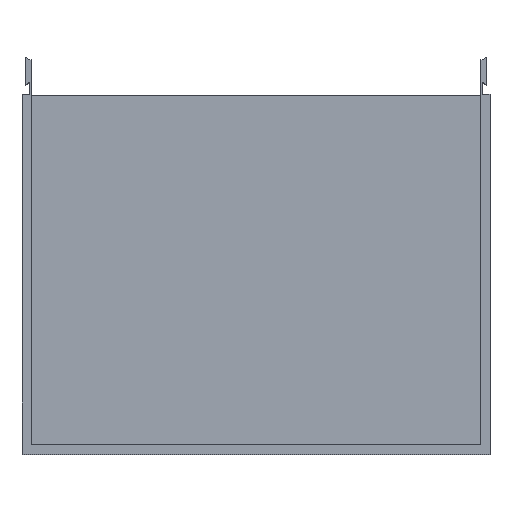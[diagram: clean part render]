
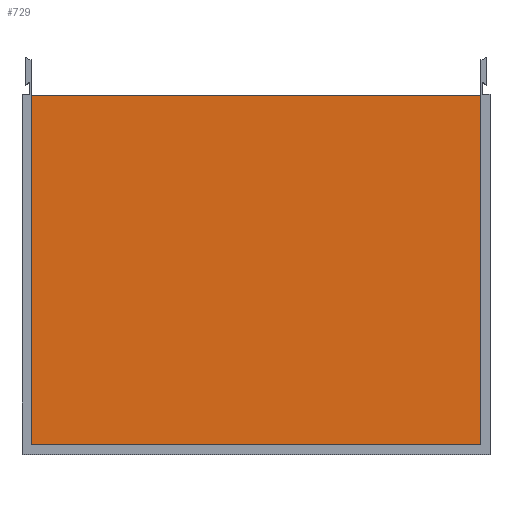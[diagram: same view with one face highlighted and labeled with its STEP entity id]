
A CAD part, top view. The second image highlights one B-rep face of the part: STEP entity #729.
In plain terms, the highlighted planar face has unit normal (0, 0, 1).
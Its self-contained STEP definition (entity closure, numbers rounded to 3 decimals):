
#326 = VERTEX_POINT('',#327);
#327 = CARTESIAN_POINT('',(4.,153.5,4.));
#391 = EDGE_CURVE('',#326,#392,#394,.T.);
#392 = VERTEX_POINT('',#393);
#393 = CARTESIAN_POINT('',(196.,153.5,4.));
#394 = LINE('',#395,#396);
#395 = CARTESIAN_POINT('',(0.,153.5,4.));
#396 = VECTOR('',#397,1.);
#397 = DIRECTION('',(1.,0.,0.));
#583 = VERTEX_POINT('',#584);
#584 = CARTESIAN_POINT('',(4.,4.,4.));
#590 = EDGE_CURVE('',#583,#326,#591,.T.);
#591 = LINE('',#592,#593);
#592 = CARTESIAN_POINT('',(4.,4.,4.));
#593 = VECTOR('',#594,1.);
#594 = DIRECTION('',(0.,1.,0.));
#607 = VERTEX_POINT('',#608);
#608 = CARTESIAN_POINT('',(196.,4.,4.));
#614 = EDGE_CURVE('',#607,#583,#615,.T.);
#615 = LINE('',#616,#617);
#616 = CARTESIAN_POINT('',(196.,4.,4.));
#617 = VECTOR('',#618,1.);
#618 = DIRECTION('',(-1.,0.,0.));
#638 = EDGE_CURVE('',#392,#607,#639,.T.);
#639 = LINE('',#640,#641);
#640 = CARTESIAN_POINT('',(196.,170.,4.));
#641 = VECTOR('',#642,1.);
#642 = DIRECTION('',(0.,-1.,0.));
#729 = ADVANCED_FACE('',(#730),#736,.T.);
#730 = FACE_BOUND('',#731,.T.);
#731 = EDGE_LOOP('',(#732,#733,#734,#735));
#732 = ORIENTED_EDGE('',*,*,#391,.F.);
#733 = ORIENTED_EDGE('',*,*,#590,.F.);
#734 = ORIENTED_EDGE('',*,*,#614,.F.);
#735 = ORIENTED_EDGE('',*,*,#638,.F.);
#736 = PLANE('',#737);
#737 = AXIS2_PLACEMENT_3D('',#738,#739,#740);
#738 = CARTESIAN_POINT('',(100.,95.168,4.));
#739 = DIRECTION('',(0.,0.,1.));
#740 = DIRECTION('',(1.,0.,0.));
